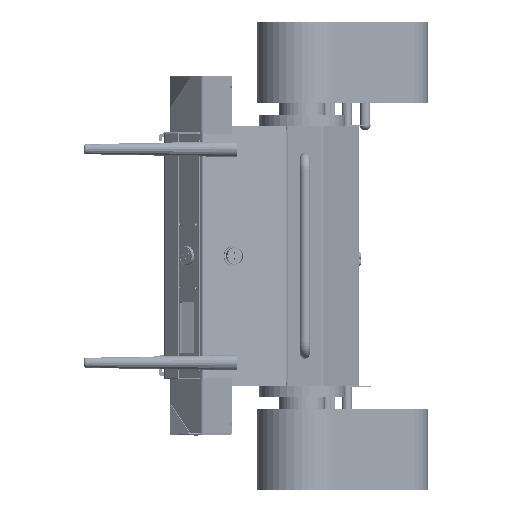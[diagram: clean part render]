
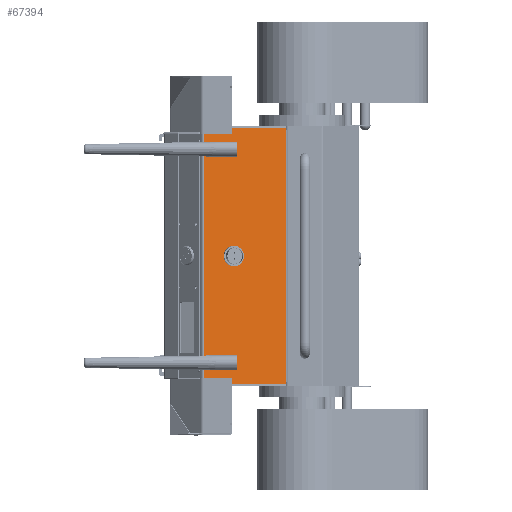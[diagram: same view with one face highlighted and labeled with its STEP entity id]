
A CAD part, left-side view. The second image highlights one B-rep face of the part: STEP entity #67394.
In plain terms, the highlighted face is planar.
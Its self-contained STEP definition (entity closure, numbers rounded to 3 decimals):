
#304 = DIRECTION ( 'NONE',  ( 0.966, -0.259, 0. ) ) ;
#1828 = CARTESIAN_POINT ( 'NONE',  ( 313.443, 25.309, 252. ) ) ;
#2690 = EDGE_CURVE ( 'NONE', #39539, #35258, #66912, .T. ) ;
#3556 = CARTESIAN_POINT ( 'NONE',  ( 329.893, 86.7, 21. ) ) ;
#4892 = ORIENTED_EDGE ( 'NONE', *, *, #2690, .F. ) ;
#10023 = VERTEX_POINT ( 'NONE', #45757 ) ;
#10026 = VERTEX_POINT ( 'NONE', #84620 ) ;
#10583 = CARTESIAN_POINT ( 'NONE',  ( 329.246, 84.286, 122. ) ) ;
#11469 = VECTOR ( 'NONE', #99726, 1000. ) ;
#12638 = ORIENTED_EDGE ( 'NONE', *, *, #64091, .T. ) ;
#13046 = DIRECTION ( 'NONE',  ( 0., 0., -1. ) ) ;
#13987 = EDGE_CURVE ( 'NONE', #68214, #37470, #124145, .T. ) ;
#14616 = EDGE_LOOP ( 'NONE', ( #71885, #12638 ) ) ;
#16442 = EDGE_CURVE ( 'NONE', #10023, #24787, #28801, .T. ) ;
#17255 = DIRECTION ( 'NONE',  ( 0., 0., 1. ) ) ;
#21324 = LINE ( 'NONE', #99619, #73206 ) ;
#21348 = LINE ( 'NONE', #51249, #102033 ) ;
#24787 = VERTEX_POINT ( 'NONE', #98779 ) ;
#25251 = LINE ( 'NONE', #103578, #73292 ) ;
#25636 = CARTESIAN_POINT ( 'NONE',  ( 335.069, 106.019, 0. ) ) ;
#27482 = EDGE_LOOP ( 'NONE', ( #66524, #4892 ) ) ;
#27754 = EDGE_CURVE ( 'NONE', #10026, #68214, #52581, .T. ) ;
#28407 = FACE_OUTER_BOUND ( 'NONE', #110143, .T. ) ;
#28801 = CIRCLE ( 'NONE', #91835, 3. ) ;
#30842 = DIRECTION ( 'NONE',  ( 0., 0., -1. ) ) ;
#32717 = CARTESIAN_POINT ( 'NONE',  ( 330.618, 89.405, 22.077 ) ) ;
#33735 = ORIENTED_EDGE ( 'NONE', *, *, #84263, .T. ) ;
#34905 = ORIENTED_EDGE ( 'NONE', *, *, #62375, .T. ) ;
#35258 = VERTEX_POINT ( 'NONE', #10583 ) ;
#37470 = VERTEX_POINT ( 'NONE', #25636 ) ;
#38010 = FACE_BOUND ( 'NONE', #27482, .T. ) ;
#39084 = DIRECTION ( 'NONE',  ( 0.259, 0.966, 0. ) ) ;
#39539 = VERTEX_POINT ( 'NONE', #42733 ) ;
#40843 = EDGE_CURVE ( 'NONE', #10026, #69703, #87267, .T. ) ;
#41593 = VECTOR ( 'NONE', #105130, 1000. ) ;
#42733 = CARTESIAN_POINT ( 'NONE',  ( 329.246, 84.286, 130. ) ) ;
#43574 = DIRECTION ( 'NONE',  ( 0.966, -0.259, 0. ) ) ;
#44117 = DIRECTION ( 'NONE',  ( 0.966, -0.259, 0. ) ) ;
#44734 = CARTESIAN_POINT ( 'NONE',  ( 327.305, 77.041, 126. ) ) ;
#45757 = CARTESIAN_POINT ( 'NONE',  ( 330.618, 89.405, 232.077 ) ) ;
#47145 = LINE ( 'NONE', #124728, #120773 ) ;
#49914 = EDGE_CURVE ( 'NONE', #78273, #63264, #79578, .T. ) ;
#51249 = CARTESIAN_POINT ( 'NONE',  ( 330.618, 89.405, 19.923 ) ) ;
#52581 = LINE ( 'NONE', #60848, #11469 ) ;
#60848 = CARTESIAN_POINT ( 'NONE',  ( 335.443, 107.413, 252. ) ) ;
#62375 = EDGE_CURVE ( 'NONE', #10023, #24787, #21324, .T. ) ;
#63264 = VERTEX_POINT ( 'NONE', #122271 ) ;
#64091 = EDGE_CURVE ( 'NONE', #78273, #63264, #21348, .T. ) ;
#66524 = ORIENTED_EDGE ( 'NONE', *, *, #110953, .F. ) ;
#66912 = CIRCLE ( 'NONE', #77133, 8.5 ) ;
#67230 = PLANE ( 'NONE',  #76198 ) ;
#67394 = ADVANCED_FACE ( 'NONE', ( #38010, #67861, #115605, #28407 ), #67230, .F. ) ;
#67493 = ORIENTED_EDGE ( 'NONE', *, *, #40843, .T. ) ;
#67861 = FACE_BOUND ( 'NONE', #14616, .T. ) ;
#68214 = VERTEX_POINT ( 'NONE', #121744 ) ;
#69614 = ORIENTED_EDGE ( 'NONE', *, *, #16442, .F. ) ;
#69703 = VERTEX_POINT ( 'NONE', #117994 ) ;
#70295 = EDGE_LOOP ( 'NONE', ( #69614, #34905 ) ) ;
#71885 = ORIENTED_EDGE ( 'NONE', *, *, #49914, .F. ) ;
#73206 = VECTOR ( 'NONE', #30842, 1000. ) ;
#73292 = VECTOR ( 'NONE', #95889, 1000. ) ;
#76198 = AXIS2_PLACEMENT_3D ( 'NONE', #96551, #77459, #106724 ) ;
#77133 = AXIS2_PLACEMENT_3D ( 'NONE', #44734, #44117, #121738 ) ;
#77459 = DIRECTION ( 'NONE',  ( -0.966, 0.259, 0. ) ) ;
#78273 = VERTEX_POINT ( 'NONE', #32717 ) ;
#79578 = CIRCLE ( 'NONE', #120134, 3. ) ;
#80736 = DIRECTION ( 'NONE',  ( 0., 0., -1. ) ) ;
#84263 = EDGE_CURVE ( 'NONE', #69703, #37470, #25251, .T. ) ;
#84620 = CARTESIAN_POINT ( 'NONE',  ( 313.443, 25.309, 252. ) ) ;
#87267 = LINE ( 'NONE', #1828, #121666 ) ;
#87471 = CARTESIAN_POINT ( 'NONE',  ( 329.893, 86.7, 231. ) ) ;
#91835 = AXIS2_PLACEMENT_3D ( 'NONE', #87471, #304, #39084 ) ;
#95889 = DIRECTION ( 'NONE',  ( 0.259, 0.966, 0. ) ) ;
#96551 = CARTESIAN_POINT ( 'NONE',  ( 335.443, 107.413, 252. ) ) ;
#98779 = CARTESIAN_POINT ( 'NONE',  ( 330.618, 89.405, 229.923 ) ) ;
#99619 = CARTESIAN_POINT ( 'NONE',  ( 330.618, 89.405, 232.077 ) ) ;
#99726 = DIRECTION ( 'NONE',  ( 0.259, 0.966, 0. ) ) ;
#102033 = VECTOR ( 'NONE', #13046, 1000. ) ;
#102784 = DIRECTION ( 'NONE',  ( 0.259, 0.966, 0. ) ) ;
#103151 = ORIENTED_EDGE ( 'NONE', *, *, #27754, .F. ) ;
#103578 = CARTESIAN_POINT ( 'NONE',  ( 335.443, 107.413, 0. ) ) ;
#105130 = DIRECTION ( 'NONE',  ( 0., 0., -1. ) ) ;
#106724 = DIRECTION ( 'NONE',  ( -0.259, -0.966, 0. ) ) ;
#110143 = EDGE_LOOP ( 'NONE', ( #33735, #123076, #103151, #67493 ) ) ;
#110953 = EDGE_CURVE ( 'NONE', #35258, #39539, #47145, .T. ) ;
#114624 = CARTESIAN_POINT ( 'NONE',  ( 335.069, 106.019, 252. ) ) ;
#115605 = FACE_BOUND ( 'NONE', #70295, .T. ) ;
#117994 = CARTESIAN_POINT ( 'NONE',  ( 313.443, 25.309, 0. ) ) ;
#120134 = AXIS2_PLACEMENT_3D ( 'NONE', #3556, #43574, #102784 ) ;
#120773 = VECTOR ( 'NONE', #17255, 1000. ) ;
#121666 = VECTOR ( 'NONE', #80736, 1000. ) ;
#121738 = DIRECTION ( 'NONE',  ( 0.259, 0.966, 0. ) ) ;
#121744 = CARTESIAN_POINT ( 'NONE',  ( 335.069, 106.019, 252. ) ) ;
#122271 = CARTESIAN_POINT ( 'NONE',  ( 330.618, 89.405, 19.923 ) ) ;
#123076 = ORIENTED_EDGE ( 'NONE', *, *, #13987, .F. ) ;
#124145 = LINE ( 'NONE', #114624, #41593 ) ;
#124728 = CARTESIAN_POINT ( 'NONE',  ( 329.246, 84.286, 130. ) ) ;
